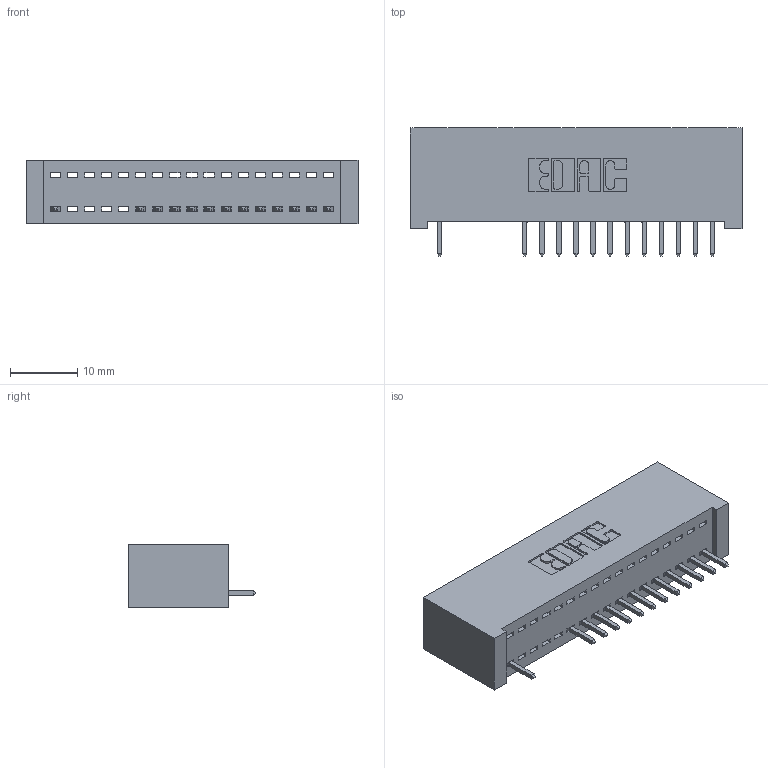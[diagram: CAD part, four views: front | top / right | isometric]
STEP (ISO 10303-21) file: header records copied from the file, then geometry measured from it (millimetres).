
FILE_DESCRIPTION (( 'STEP AP203' ), '1' );
FILE_NAME ('392-017-521-101.STEP', '2018-08-15T02:53:00', ( '' ), ( '' ), 'SwSTEP 2.0', 'SolidWorks 2016', '' );
FILE_SCHEMA (( 'CONFIG_CONTROL_DESIGN' ));
Length unit declared in the file: inch
Products named in the file (3): 342 Part_Lugless; 345-292-001_345-293-121; 392-017-521-101
Assembly tree (14 placements, depth 2):
  392-017-521-101
    342 Part_Lugless
    345-292-001_345-293-121  x13
Bounding box: 49.43 x 19.06 x 9.4 mm (x, y, z)
Volume: 4568 mm3; surface area: 6185.5 mm2
Topology: 14 solids, 14 shells, 904 faces, 2731 edges, 1802 vertices
Faces by surface type: plane 656, cylinder 248
Entity records: 13107 total; most frequent: CARTESIAN_POINT 2289, ORIENTED_EDGE 2246, DIRECTION 1969, EDGE_CURVE 1123, LINE 1003, VECTOR 1003, VERTEX_POINT 746, AXIS2_PLACEMENT_3D 483
